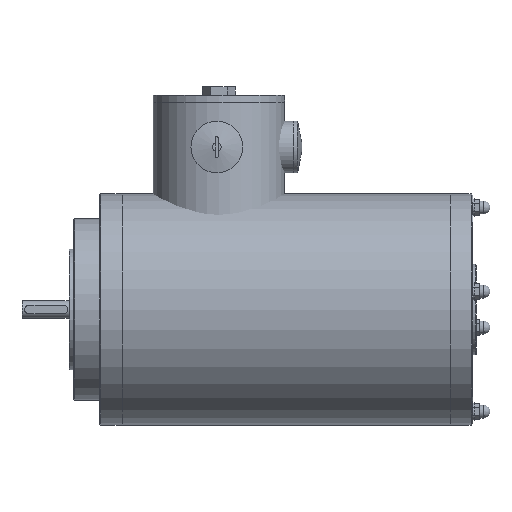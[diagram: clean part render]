
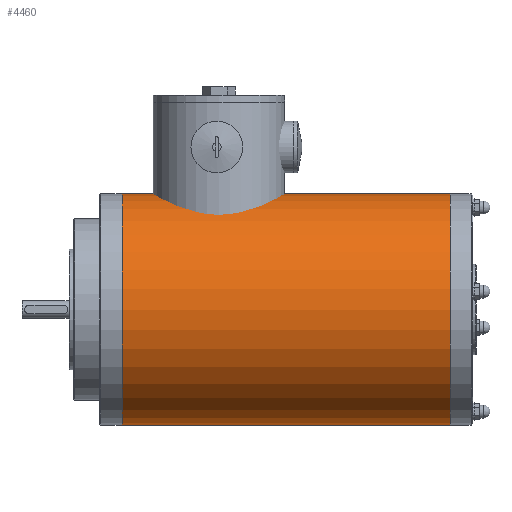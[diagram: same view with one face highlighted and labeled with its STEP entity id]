
A CAD part, front view. The second image highlights one B-rep face of the part: STEP entity #4460.
In plain terms, the highlighted cylindrical face has radius 67 mm (diameter 134 mm), a full revolution.
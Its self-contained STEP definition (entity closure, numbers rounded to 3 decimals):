
#4460=ADVANCED_FACE('', (#4470,#4480), #4490, .T.);
#16880=AXIS2_PLACEMENT_3D('Ax2Pl3d', #16890, #16900, #16910);
#16920=AXIS2_PLACEMENT_3D('Ax2Pl3d', #16930, #16940, #16950);
#16960=AXIS2_PLACEMENT_3D('Ax2Pl3d', #16970, #16980, #16990);
#16890=CARTESIAN_POINT('HicPkt', (167.,0.,0.));
#47190=CARTESIAN_POINT('', (167.,-67.,0.));
#16930=CARTESIAN_POINT('HicPkt', (-23.,0.,0.)
);
#16970=CARTESIAN_POINT('HicPkt', (-23.,0.,0.));
#47200=CARTESIAN_POINT('', (-23.,0.,67.));
#50330=CIRCLE('Circle', #16880, 67.);
#50340=CIRCLE('Circle', #16960, 67.);
#4490=CYLINDRICAL_SURFACE('Zyl', #16920, 67.);
#16900=DIRECTION('Axis', (1.,0.,0.));
#16910=DIRECTION('RefDirection', (0.,0.,-1.));
#16940=DIRECTION('Axis', (1.,0.,0.));
#16950=DIRECTION('RefDirection', (0.,0.,-1.));
#16980=DIRECTION('Axis', (-1.,0.,
0.));
#16990=DIRECTION('RefDirection', (0.,
0.,-1.));
#67740=EDGE_CURVE('', #67750, #67750, #50330, .T.);
#67760=EDGE_CURVE('', #67770, #67770, #50340, .T.);
#77260=EDGE_LOOP('Edge_loop', (#77270));
#77280=EDGE_LOOP('Edge_loop', (#77290));
#4480=FACE_BOUND('', #77280, .T.);
#4470=FACE_OUTER_BOUND('Face_outer_bound', #77260, .T.);
#77270=ORIENTED_EDGE('', *, *, #67740, .F.);
#77290=ORIENTED_EDGE('', *, *, #67760, .F.);
#67750=VERTEX_POINT('', #47190);
#67770=VERTEX_POINT('', #47200);
